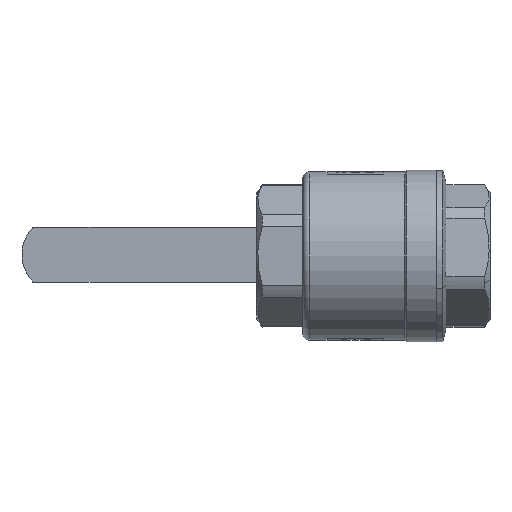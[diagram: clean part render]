
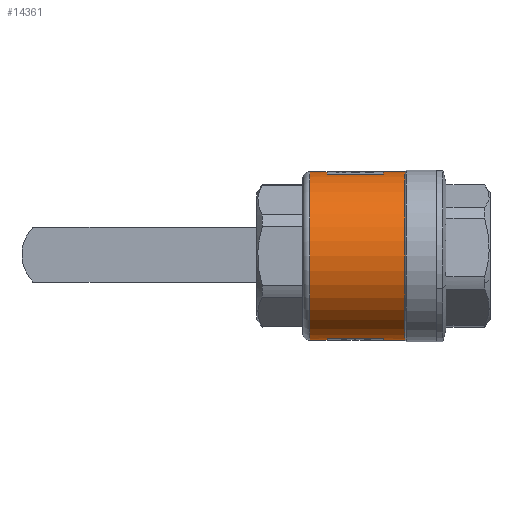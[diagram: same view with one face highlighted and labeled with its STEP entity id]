
A CAD part, front view. The second image highlights one B-rep face of the part: STEP entity #14361.
In plain terms, the highlighted cylindrical face has radius 55.25 mm (diameter 110.5 mm), a partial arc.
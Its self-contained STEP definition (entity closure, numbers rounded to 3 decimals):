
#124 = CARTESIAN_POINT ( 'NONE',  ( -42.1, 0., 0. ) ) ;
#137 = DIRECTION ( 'NONE',  ( 0., 0., 1. ) ) ;
#156 = DIRECTION ( 'NONE',  ( -1., 0., 0. ) ) ;
#175 = CARTESIAN_POINT ( 'NONE',  ( -30.6, -14.334, 53.358 ) ) ;
#177 = DIRECTION ( 'NONE',  ( 0., 0.259, 0.966 ) ) ;
#186 = DIRECTION ( 'NONE',  ( 1., 0., 0. ) ) ;
#187 = CARTESIAN_POINT ( 'NONE',  ( -30.6, 0., 0. ) ) ;
#205 = DIRECTION ( 'NONE',  ( -1., 0., 0. ) ) ;
#215 = CARTESIAN_POINT ( 'NONE',  ( -30.6, -11.906, -53.952 ) ) ;
#254 = DIRECTION ( 'NONE',  ( 1., 0., 0. ) ) ;
#259 = CARTESIAN_POINT ( 'NONE',  ( -30.6, 0., 0. ) ) ;
#272 = DIRECTION ( 'NONE',  ( -1., 0., 0. ) ) ;
#289 = DIRECTION ( 'NONE',  ( 0., -0.215, -0.977 ) ) ;
#326 = CARTESIAN_POINT ( 'NONE',  ( -113.511, 0., 55.25 ) ) ;
#330 = DIRECTION ( 'NONE',  ( -1., 0., 0. ) ) ;
#5697 = ORIENTED_EDGE ( 'NONE', *, *, #45395, .F. ) ;
#5701 = ORIENTED_EDGE ( 'NONE', *, *, #45418, .T. ) ;
#5706 = ORIENTED_EDGE ( 'NONE', *, *, #45441, .T. ) ;
#5709 = ORIENTED_EDGE ( 'NONE', *, *, #45451, .T. ) ;
#5711 = ORIENTED_EDGE ( 'NONE', *, *, #45393, .F. ) ;
#5809 = AXIS2_PLACEMENT_3D ( 'NONE', #46476, #46474, #46465 ) ;
#11460 = EDGE_LOOP ( 'NONE', ( #37906, #37873, #5709, #37920, #37818, #5701, #37844, #37869, #5711, #5706, #37915, #5697 ) ) ;
#14361 = ADVANCED_FACE ( 'NONE', ( #43244 ), #43291, .T. ) ;
#18871 = CARTESIAN_POINT ( 'NONE',  ( 6.4, -11.906, -53.952 ) ) ;
#19087 = VERTEX_POINT ( 'NONE', #18871 ) ;
#34004 = VERTEX_POINT ( 'NONE', #35162 ) ;
#34039 = VERTEX_POINT ( 'NONE', #35254 ) ;
#34192 = VERTEX_POINT ( 'NONE', #35387 ) ;
#34194 = VERTEX_POINT ( 'NONE', #35403 ) ;
#34200 = VERTEX_POINT ( 'NONE', #35358 ) ;
#34204 = VERTEX_POINT ( 'NONE', #35367 ) ;
#34209 = VERTEX_POINT ( 'NONE', #35438 ) ;
#34226 = VERTEX_POINT ( 'NONE', #35417 ) ;
#34240 = VERTEX_POINT ( 'NONE', #35452 ) ;
#34241 = VERTEX_POINT ( 'NONE', #35419 ) ;
#34244 = VERTEX_POINT ( 'NONE', #35414 ) ;
#35162 = CARTESIAN_POINT ( 'NONE',  ( 6.4, -14.334, 53.358 ) ) ;
#35254 = CARTESIAN_POINT ( 'NONE',  ( -30.6, -14.334, 53.358 ) ) ;
#35358 = CARTESIAN_POINT ( 'NONE',  ( -30.6, -11.906, -53.952 ) ) ;
#35367 = CARTESIAN_POINT ( 'NONE',  ( 20.4, 0., -55.25 ) ) ;
#35387 = CARTESIAN_POINT ( 'NONE',  ( -30.6, 0., 55.25 ) ) ;
#35403 = CARTESIAN_POINT ( 'NONE',  ( 6.4, 0., -55.25 ) ) ;
#35414 = CARTESIAN_POINT ( 'NONE',  ( -30.6, 0., -55.25 ) ) ;
#35417 = CARTESIAN_POINT ( 'NONE',  ( 6.4, 0., 55.25 ) ) ;
#35419 = CARTESIAN_POINT ( 'NONE',  ( -42.1, 0., 55.25 ) ) ;
#35438 = CARTESIAN_POINT ( 'NONE',  ( -42.1, 0., -55.25 ) ) ;
#35452 = CARTESIAN_POINT ( 'NONE',  ( 20.4, 0., 55.25 ) ) ;
#35957 = AXIS2_PLACEMENT_3D ( 'NONE', #41119, #41480, #38967 ) ;
#35962 = AXIS2_PLACEMENT_3D ( 'NONE', #42146, #42151, #42153 ) ;
#35968 = AXIS2_PLACEMENT_3D ( 'NONE', #187, #205, #177 ) ;
#35970 = AXIS2_PLACEMENT_3D ( 'NONE', #42065, #42109, #42071 ) ;
#35976 = AXIS2_PLACEMENT_3D ( 'NONE', #259, #272, #289 ) ;
#36006 = AXIS2_PLACEMENT_3D ( 'NONE', #124, #156, #137 ) ;
#37818 = ORIENTED_EDGE ( 'NONE', *, *, #45424, .F. ) ;
#37844 = ORIENTED_EDGE ( 'NONE', *, *, #45375, .T. ) ;
#37869 = ORIENTED_EDGE ( 'NONE', *, *, #45409, .F. ) ;
#37873 = ORIENTED_EDGE ( 'NONE', *, *, #45403, .T. ) ;
#37906 = ORIENTED_EDGE ( 'NONE', *, *, #45361, .F. ) ;
#37915 = ORIENTED_EDGE ( 'NONE', *, *, #45432, .T. ) ;
#37920 = ORIENTED_EDGE ( 'NONE', *, *, #45379, .F. ) ;
#38967 = DIRECTION ( 'NONE',  ( 0., 0., 1. ) ) ;
#39619 = VECTOR ( 'NONE', #41986, 1000. ) ;
#39632 = VECTOR ( 'NONE', #41804, 1000. ) ;
#39638 = LINE ( 'NONE', #41784, #39632 ) ;
#39643 = CIRCLE ( 'NONE', #35970, 55.25 ) ;
#39671 = LINE ( 'NONE', #41961, #39619 ) ;
#39673 = CIRCLE ( 'NONE', #35968, 55.25 ) ;
#39689 = LINE ( 'NONE', #175, #39694 ) ;
#39694 = VECTOR ( 'NONE', #186, 1000. ) ;
#39696 = CIRCLE ( 'NONE', #35957, 55.25 ) ;
#39711 = CIRCLE ( 'NONE', #36006, 55.25 ) ;
#39722 = LINE ( 'NONE', #42045, #39725 ) ;
#39725 = VECTOR ( 'NONE', #42047, 1000. ) ;
#39734 = CIRCLE ( 'NONE', #35962, 55.25 ) ;
#39739 = CIRCLE ( 'NONE', #35976, 55.25 ) ;
#39740 = LINE ( 'NONE', #326, #39742 ) ;
#39742 = VECTOR ( 'NONE', #330, 1000. ) ;
#39789 = LINE ( 'NONE', #215, #39792 ) ;
#39792 = VECTOR ( 'NONE', #254, 1000. ) ;
#41119 = CARTESIAN_POINT ( 'NONE',  ( 20.4, 0., 0. ) ) ;
#41480 = DIRECTION ( 'NONE',  ( -1., 0., 0. ) ) ;
#41784 = CARTESIAN_POINT ( 'NONE',  ( -113.511, 0., -55.25 ) ) ;
#41804 = DIRECTION ( 'NONE',  ( -1., 0., 0. ) ) ;
#41961 = CARTESIAN_POINT ( 'NONE',  ( -113.511, 0., 55.25 ) ) ;
#41986 = DIRECTION ( 'NONE',  ( -1., 0., 0. ) ) ;
#42045 = CARTESIAN_POINT ( 'NONE',  ( -113.511, 0., -55.25 ) ) ;
#42047 = DIRECTION ( 'NONE',  ( -1., 0., 0. ) ) ;
#42065 = CARTESIAN_POINT ( 'NONE',  ( 6.4, 0., 0. ) ) ;
#42071 = DIRECTION ( 'NONE',  ( 0., 0.259, 0.966 ) ) ;
#42109 = DIRECTION ( 'NONE',  ( -1., 0., 0. ) ) ;
#42146 = CARTESIAN_POINT ( 'NONE',  ( 6.4, 0., 0. ) ) ;
#42151 = DIRECTION ( 'NONE',  ( -1., 0., 0. ) ) ;
#42153 = DIRECTION ( 'NONE',  ( 0., -0.215, -0.977 ) ) ;
#43244 = FACE_OUTER_BOUND ( 'NONE', #11460, .T. ) ;
#43291 = CYLINDRICAL_SURFACE ( 'NONE', #5809, 55.25 ) ;
#45361 = EDGE_CURVE ( 'NONE', #34204, #34194, #39638, .T. ) ;
#45375 = EDGE_CURVE ( 'NONE', #34192, #34241, #39671, .T. ) ;
#45379 = EDGE_CURVE ( 'NONE', #34004, #34226, #39643, .T. ) ;
#45393 = EDGE_CURVE ( 'NONE', #34244, #34209, #39722, .T. ) ;
#45395 = EDGE_CURVE ( 'NONE', #34194, #19087, #39734, .T. ) ;
#45403 = EDGE_CURVE ( 'NONE', #34204, #34240, #39696, .T. ) ;
#45409 = EDGE_CURVE ( 'NONE', #34209, #34241, #39711, .T. ) ;
#45418 = EDGE_CURVE ( 'NONE', #34039, #34192, #39673, .T. ) ;
#45424 = EDGE_CURVE ( 'NONE', #34039, #34004, #39689, .T. ) ;
#45432 = EDGE_CURVE ( 'NONE', #34200, #19087, #39789, .T. ) ;
#45441 = EDGE_CURVE ( 'NONE', #34244, #34200, #39739, .T. ) ;
#45451 = EDGE_CURVE ( 'NONE', #34240, #34226, #39740, .T. ) ;
#46465 = DIRECTION ( 'NONE',  ( 0., 0., 1. ) ) ;
#46474 = DIRECTION ( 'NONE',  ( -1., 0., 0. ) ) ;
#46476 = CARTESIAN_POINT ( 'NONE',  ( -113.511, 0., 0. ) ) ;
